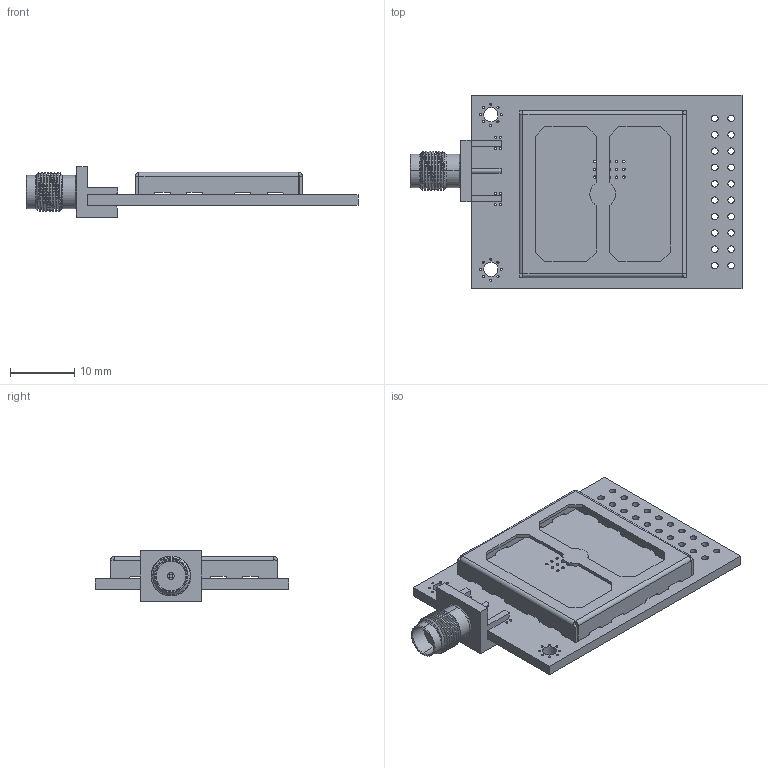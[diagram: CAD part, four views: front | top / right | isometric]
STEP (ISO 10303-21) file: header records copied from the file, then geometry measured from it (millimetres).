
FILE_DESCRIPTION(('FreeCAD Model'),'2;1');
FILE_NAME('sx1238RfModule.step', '2018-06-11T09:35:02',('kicad StepUp'),('ksu MCAD'), 'Open CASCADE STEP processor 7.2','FreeCAD','Unknown');
FILE_SCHEMA(('AUTOMOTIVE_DESIGN { 1 0 10303 214 1 1 1 1 }'));
Length unit declared in the file: millimetre
Products named in the file (7): sx1238RfModule; Board_Geoms; Pcb; Step_Models; Top; 1_; User_Library-142-0701-801_
Assembly tree (6 placements, depth 4):
  sx1238RfModule
    Board_Geoms
      Pcb
    Step_Models
      Top
        1_
        User_Library-142-0701-801_
Bounding box: 51.6 x 30 x 7.92 mm (x, y, z)
Volume: 2550.6 mm3; surface area: 4715.3 mm2
Topology: 3 solids, 3 shells, 299 faces, 828 edges, 541 vertices
Faces by surface type: cylinder 165, plane 116, cone 16, bspline 2
Full cylindrical faces by diameter (mm): 0.33 x28, 0.381 x15, 1.016 x20, 2.2 x2
Entity records: 30553 total; most frequent: CARTESIAN_POINT 13620, DIRECTION 2949, ORIENTED_EDGE 1656, PCURVE 1656, DEFINITIONAL_REPRESENTATION 1656, LINE 1477, VECTOR 1477, EDGE_CURVE 828
